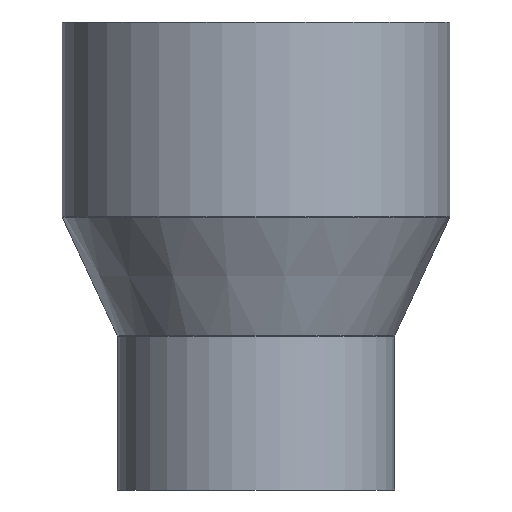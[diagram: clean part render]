
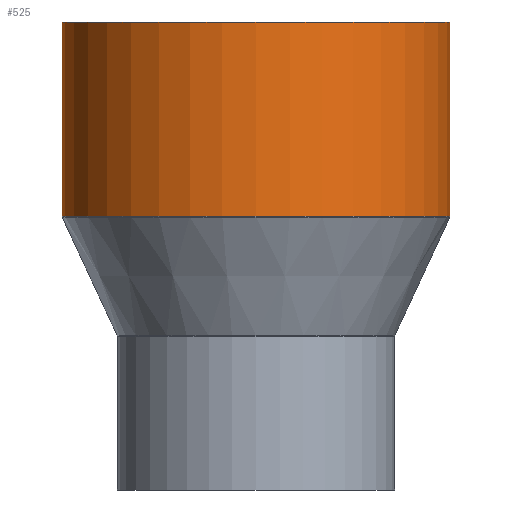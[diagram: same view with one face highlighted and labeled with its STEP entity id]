
A CAD part, front view. The second image highlights one B-rep face of the part: STEP entity #525.
In plain terms, the highlighted cylindrical face has radius 157.5 mm (diameter 315 mm), a partial arc.
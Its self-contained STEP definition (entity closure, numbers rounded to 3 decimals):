
#19 = ORIENTED_EDGE ( 'NONE', *, *, #295, .T. ) ;
#23 = ORIENTED_EDGE ( 'NONE', *, *, #478, .T. ) ;
#37 = CARTESIAN_POINT ( 'NONE',  ( 157.5, 0., 40.211 ) ) ;
#41 = DIRECTION ( 'NONE',  ( -1., 0., 0. ) ) ;
#104 = VERTEX_POINT ( 'NONE', #37 ) ;
#122 = LINE ( 'NONE', #324, #309 ) ;
#136 = DIRECTION ( 'NONE',  ( 0., 0., -1. ) ) ;
#161 = EDGE_LOOP ( 'NONE', ( #265, #19, #23, #252 ) ) ;
#190 = FACE_OUTER_BOUND ( 'NONE', #161, .T. ) ;
#222 = VECTOR ( 'NONE', #262, 1000. ) ;
#224 = DIRECTION ( 'NONE',  ( 0., 0., -1. ) ) ;
#248 = EDGE_CURVE ( 'NONE', #615, #104, #255, .T. ) ;
#252 = ORIENTED_EDGE ( 'NONE', *, *, #373, .F. ) ;
#255 = LINE ( 'NONE', #515, #222 ) ;
#261 = VERTEX_POINT ( 'NONE', #403 ) ;
#262 = DIRECTION ( 'NONE',  ( 0., 0., -1. ) ) ;
#265 = ORIENTED_EDGE ( 'NONE', *, *, #248, .F. ) ;
#280 = CARTESIAN_POINT ( 'NONE',  ( -157.5, 0., 197.77 ) ) ;
#295 = EDGE_CURVE ( 'NONE', #615, #368, #638, .T. ) ;
#309 = VECTOR ( 'NONE', #528, 1000. ) ;
#324 = CARTESIAN_POINT ( 'NONE',  ( -157.5, 0., -16.533 ) ) ;
#332 = DIRECTION ( 'NONE',  ( -1., 0., 0. ) ) ;
#345 = CARTESIAN_POINT ( 'NONE',  ( 0., 0., -16.533 ) ) ;
#368 = VERTEX_POINT ( 'NONE', #280 ) ;
#373 = EDGE_CURVE ( 'NONE', #104, #261, #547, .T. ) ;
#384 = CARTESIAN_POINT ( 'NONE',  ( 157.5, 0., 197.77 ) ) ;
#403 = CARTESIAN_POINT ( 'NONE',  ( -157.5, 0., 40.211 ) ) ;
#460 = DIRECTION ( 'NONE',  ( 0., 0., -1. ) ) ;
#478 = EDGE_CURVE ( 'NONE', #368, #261, #122, .T. ) ;
#509 = AXIS2_PLACEMENT_3D ( 'NONE', #656, #460, #605 ) ;
#515 = CARTESIAN_POINT ( 'NONE',  ( 157.5, 0., -16.533 ) ) ;
#525 = ADVANCED_FACE ( 'NONE', ( #190 ), #602, .T. ) ;
#528 = DIRECTION ( 'NONE',  ( 0., 0., -1. ) ) ;
#535 = AXIS2_PLACEMENT_3D ( 'NONE', #345, #136, #41 ) ;
#547 = CIRCLE ( 'NONE', #597, 157.5 ) ;
#584 = CARTESIAN_POINT ( 'NONE',  ( 0., 0., 40.211 ) ) ;
#597 = AXIS2_PLACEMENT_3D ( 'NONE', #584, #224, #332 ) ;
#602 = CYLINDRICAL_SURFACE ( 'NONE', #535, 157.5 ) ;
#605 = DIRECTION ( 'NONE',  ( -1., 0., 0. ) ) ;
#615 = VERTEX_POINT ( 'NONE', #384 ) ;
#638 = CIRCLE ( 'NONE', #509, 157.5 ) ;
#656 = CARTESIAN_POINT ( 'NONE',  ( 0., 0., 197.77 ) ) ;
